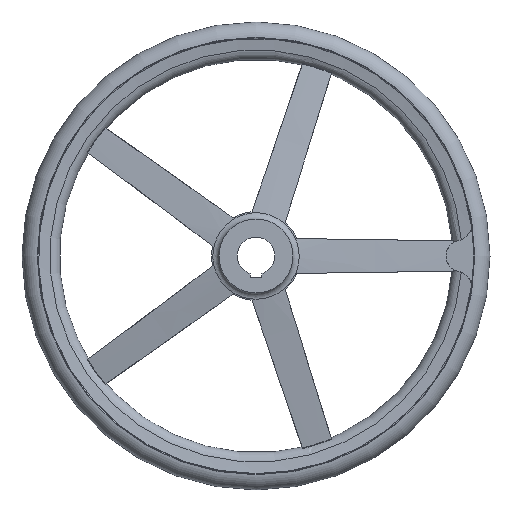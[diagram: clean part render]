
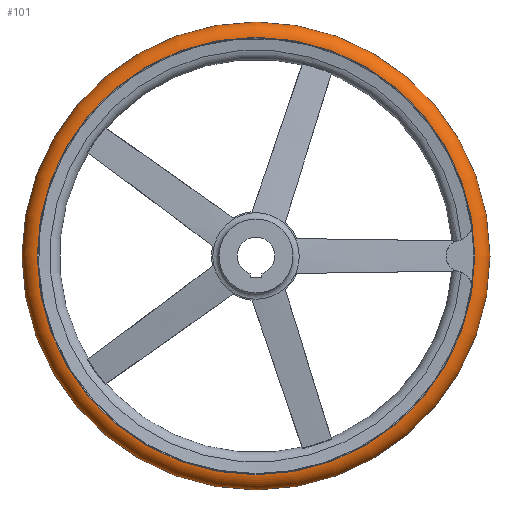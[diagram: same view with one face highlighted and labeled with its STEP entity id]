
A CAD part, front view. The second image highlights one B-rep face of the part: STEP entity #101.
In plain terms, the highlighted toroidal (fillet/blend) face has major radius 233 mm and minor radius 17 mm.
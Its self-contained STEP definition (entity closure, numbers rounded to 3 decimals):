
#101 = ADVANCED_FACE( '', ( #250, #251, #252 ), #253, .T. );
#250 = FACE_BOUND( '', #499, .T. );
#251 = FACE_OUTER_BOUND( '', #500, .T. );
#252 = FACE_OUTER_BOUND( '', #501, .T. );
#253 = TOROIDAL_SURFACE( '', #502, 233., 17. );
#499 = VERTEX_LOOP( '', #744 );
#500 = EDGE_LOOP( '', ( #745 ) );
#501 = EDGE_LOOP( '', ( #746 ) );
#502 = AXIS2_PLACEMENT_3D( '', #747, #748, #749 );
#744 = VERTEX_POINT( '', #1286 );
#745 = ORIENTED_EDGE( '', *, *, #1287, .T. );
#746 = ORIENTED_EDGE( '', *, *, #1288, .F. );
#747 = CARTESIAN_POINT( '', ( 0., 55., 0. ) );
#748 = DIRECTION( '', ( 0., -1., 0. ) );
#749 = DIRECTION( '', ( 0., 0., -1. ) );
#1286 = CARTESIAN_POINT( '', ( 0., 55., -250. ) );
#1287 = EDGE_CURVE( '', #1542, #1542, #1543, .T. );
#1288 = EDGE_CURVE( '', #1544, #1544, #1545, .T. );
#1542 = VERTEX_POINT( '', #2020 );
#1543 = CIRCLE( '', #2021, 233.708 );
#1544 = VERTEX_POINT( '', #2022 );
#1545 = CIRCLE( '', #2023, 233.708 );
#2020 = CARTESIAN_POINT( '', ( 0., 71.985, -233.708 ) );
#2021 = AXIS2_PLACEMENT_3D( '', #2860, #2861, #2862 );
#2022 = CARTESIAN_POINT( '', ( 0., 38.015, -233.708 ) );
#2023 = AXIS2_PLACEMENT_3D( '', #2863, #2864, #2865 );
#2860 = CARTESIAN_POINT( '', ( 0., 71.985, 0. ) );
#2861 = DIRECTION( '', ( 0., -1., 0. ) );
#2862 = DIRECTION( '', ( 0., 0., -1. ) );
#2863 = CARTESIAN_POINT( '', ( 0., 38.015, 0. ) );
#2864 = DIRECTION( '', ( 0., -1., 0. ) );
#2865 = DIRECTION( '', ( 0., 0., -1. ) );
